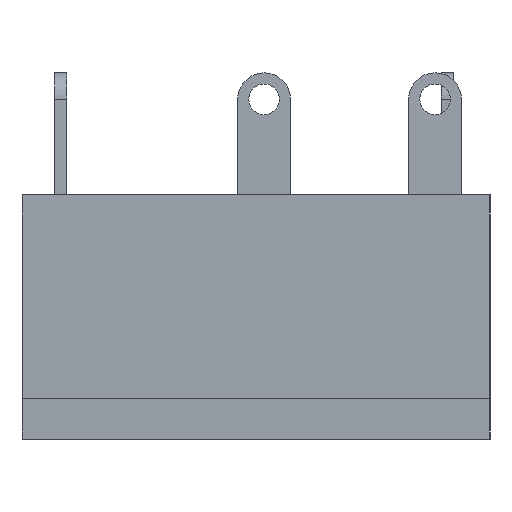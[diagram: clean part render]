
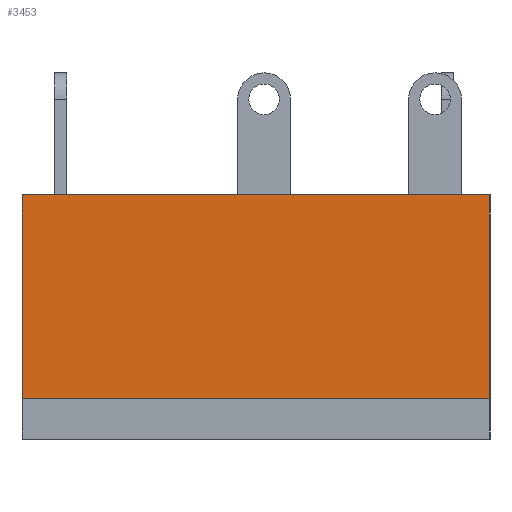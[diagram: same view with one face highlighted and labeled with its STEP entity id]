
A CAD part, left-side view. The second image highlights one B-rep face of the part: STEP entity #3453.
In plain terms, the highlighted planar face has unit normal (-1, 0, 0).
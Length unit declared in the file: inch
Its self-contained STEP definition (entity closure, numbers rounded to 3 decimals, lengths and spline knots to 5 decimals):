
#75 = AXIS2_PLACEMENT_3D ( 'NONE', #2878, #657, #444 ) ;
#167 = ORIENTED_EDGE ( 'NONE', *, *, #317, .F. ) ;
#278 = CARTESIAN_POINT ( 'NONE',  ( -0.68898, 0.23425, 0.11811 ) ) ;
#317 = EDGE_CURVE ( 'NONE', #1178, #860, #1851, .T. ) ;
#381 = VECTOR ( 'NONE', #2467, 39.37008 ) ;
#426 = FACE_OUTER_BOUND ( 'NONE', #1869, .T. ) ;
#444 = DIRECTION ( 'NONE',  ( 0., 0., -1. ) ) ;
#507 = CARTESIAN_POINT ( 'NONE',  ( -0.68898, -0.2185, -0.07874 ) ) ;
#657 = DIRECTION ( 'NONE',  ( 1., 0., 0. ) ) ;
#792 = VECTOR ( 'NONE', #3124, 39.37008 ) ;
#815 = VECTOR ( 'NONE', #2990, 39.37008 ) ;
#860 = VERTEX_POINT ( 'NONE', #1035 ) ;
#918 = LINE ( 'NONE', #2607, #792 ) ;
#1035 = CARTESIAN_POINT ( 'NONE',  ( -0.68898, 0.23425, -0.07874 ) ) ;
#1178 = VERTEX_POINT ( 'NONE', #2687 ) ;
#1261 = DIRECTION ( 'NONE',  ( 0., 0., 1. ) ) ;
#1616 = EDGE_CURVE ( 'NONE', #1178, #2568, #2604, .T. ) ;
#1789 = PLANE ( 'NONE',  #75 ) ;
#1851 = LINE ( 'NONE', #507, #815 ) ;
#1869 = EDGE_LOOP ( 'NONE', ( #167, #2069, #2847, #2062 ) ) ;
#1920 = LINE ( 'NONE', #3007, #381 ) ;
#2014 = CARTESIAN_POINT ( 'NONE',  ( -0.68898, -0.2185, 0.11811 ) ) ;
#2062 = ORIENTED_EDGE ( 'NONE', *, *, #2094, .F. ) ;
#2069 = ORIENTED_EDGE ( 'NONE', *, *, #1616, .T. ) ;
#2094 = EDGE_CURVE ( 'NONE', #860, #2217, #1920, .T. ) ;
#2217 = VERTEX_POINT ( 'NONE', #278 ) ;
#2467 = DIRECTION ( 'NONE',  ( 0., 0., 1. ) ) ;
#2568 = VERTEX_POINT ( 'NONE', #2014 ) ;
#2581 = VECTOR ( 'NONE', #1261, 39.37008 ) ;
#2604 = LINE ( 'NONE', #2618, #2581 ) ;
#2607 = CARTESIAN_POINT ( 'NONE',  ( -0.68898, 0.23425, 0.11811 ) ) ;
#2618 = CARTESIAN_POINT ( 'NONE',  ( -0.68898, -0.2185, -0.11811 ) ) ;
#2687 = CARTESIAN_POINT ( 'NONE',  ( -0.68898, -0.2185, -0.07874 ) ) ;
#2847 = ORIENTED_EDGE ( 'NONE', *, *, #3065, .F. ) ;
#2878 = CARTESIAN_POINT ( 'NONE',  ( -0.68898, 0.23425, -0.11811 ) ) ;
#2990 = DIRECTION ( 'NONE',  ( 0., 1., 0. ) ) ;
#3007 = CARTESIAN_POINT ( 'NONE',  ( -0.68898, 0.23425, -0.11811 ) ) ;
#3065 = EDGE_CURVE ( 'NONE', #2217, #2568, #918, .T. ) ;
#3124 = DIRECTION ( 'NONE',  ( 0., -1., 0. ) ) ;
#3453 = ADVANCED_FACE ( 'NONE', ( #426 ), #1789, .F. ) ;
